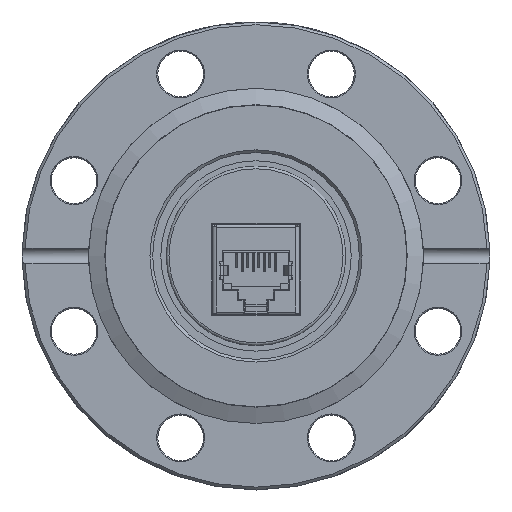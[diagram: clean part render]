
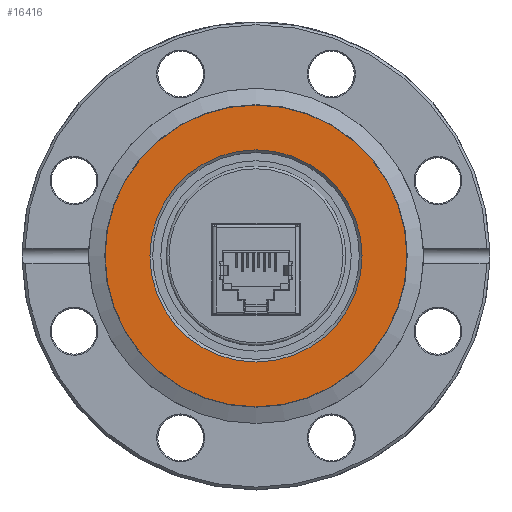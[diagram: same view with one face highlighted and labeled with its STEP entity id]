
A CAD part, top view. The second image highlights one B-rep face of the part: STEP entity #16416.
In plain terms, the highlighted planar face has unit normal (0, 0, 1).
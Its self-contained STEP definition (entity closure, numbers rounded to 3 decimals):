
#152 = PLANE ( 'NONE',  #13001 ) ;
#1445 = DIRECTION ( 'NONE',  ( 0., 0., -1. ) ) ;
#1551 = DIRECTION ( 'NONE',  ( 0., 1., 0. ) ) ;
#1816 = FACE_BOUND ( 'NONE', #14403, .T. ) ;
#3125 = VERTEX_POINT ( 'NONE', #15028 ) ;
#3479 = AXIS2_PLACEMENT_3D ( 'NONE', #9665, #7789, #14572 ) ;
#3582 = ORIENTED_EDGE ( 'NONE', *, *, #11212, .T. ) ;
#4901 = CIRCLE ( 'NONE', #3479, 27.739 ) ;
#5884 = VERTEX_POINT ( 'NONE', #19793 ) ;
#6719 = FACE_OUTER_BOUND ( 'NONE', #11677, .T. ) ;
#7552 = EDGE_CURVE ( 'NONE', #5884, #5884, #14400, .T. ) ;
#7789 = DIRECTION ( 'NONE',  ( 0., 0., 1. ) ) ;
#8391 = DIRECTION ( 'NONE',  ( 0., 0., -1. ) ) ;
#9099 = ORIENTED_EDGE ( 'NONE', *, *, #7552, .T. ) ;
#9665 = CARTESIAN_POINT ( 'NONE',  ( 0., 0., -1.2 ) ) ;
#11212 = EDGE_CURVE ( 'NONE', #3125, #3125, #4901, .T. ) ;
#11677 = EDGE_LOOP ( 'NONE', ( #3582 ) ) ;
#13001 = AXIS2_PLACEMENT_3D ( 'NONE', #13506, #8391, #20287 ) ;
#13228 = CARTESIAN_POINT ( 'NONE',  ( 0., 0., -1.2 ) ) ;
#13506 = CARTESIAN_POINT ( 'NONE',  ( 0., 0., -1.2 ) ) ;
#14400 = CIRCLE ( 'NONE', #17298, 19.5 ) ;
#14403 = EDGE_LOOP ( 'NONE', ( #9099 ) ) ;
#14572 = DIRECTION ( 'NONE',  ( 0., -1., 0. ) ) ;
#15028 = CARTESIAN_POINT ( 'NONE',  ( 0., -27.739, -1.2 ) ) ;
#16416 = ADVANCED_FACE ( 'NONE', ( #1816, #6719 ), #152, .F. ) ;
#17298 = AXIS2_PLACEMENT_3D ( 'NONE', #13228, #1445, #1551 ) ;
#19793 = CARTESIAN_POINT ( 'NONE',  ( 0., 19.5, -1.2 ) ) ;
#20287 = DIRECTION ( 'NONE',  ( 0., 1., 0. ) ) ;
